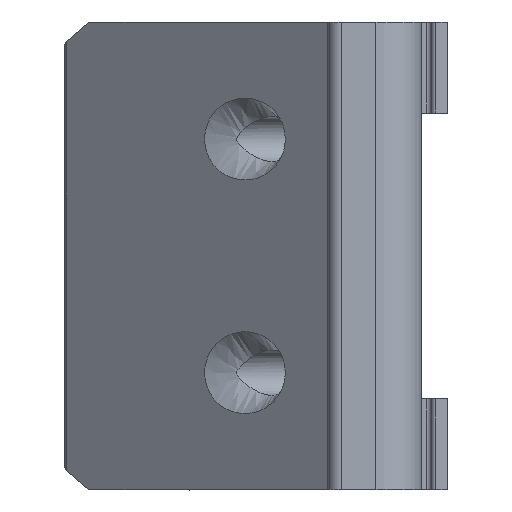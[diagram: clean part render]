
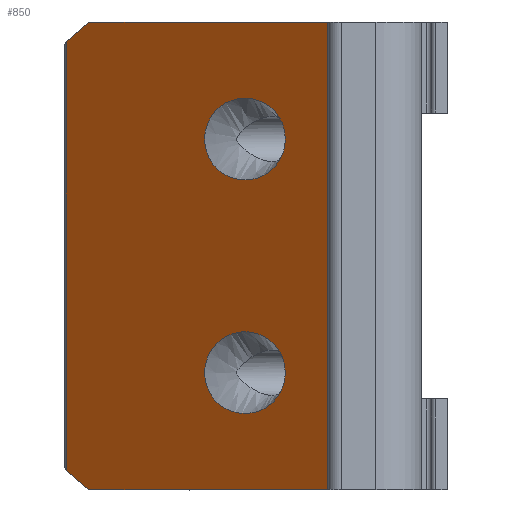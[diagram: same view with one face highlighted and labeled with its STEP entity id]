
A CAD part, top view. The second image highlights one B-rep face of the part: STEP entity #850.
In plain terms, the highlighted planar face has unit normal (-0.651, 0, 0.759).
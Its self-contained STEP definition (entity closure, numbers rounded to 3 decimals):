
#17=FACE_BOUND('',#154,.T.);
#18=FACE_BOUND('',#155,.T.);
#23=B_SPLINE_CURVE_WITH_KNOTS('',3,(#1401,#1402,#1403,#1404,#1405,#1406,
#1407,#1408,#1409,#1410,#1411,#1412,#1413,#1414,#1415,#1416,#1417,#1418,
#1419,#1420,#1421,#1422,#1423,#1424,#1425),.UNSPECIFIED.,.T.,.F.,(4,1,1,
1,1,1,1,1,1,1,1,1,1,1,1,1,1,1,1,1,1,1,4),(-3.142,-2.917,
-2.693,-2.468,-2.244,-1.795,
-1.346,-0.898,-0.673,-0.449,
-0.15,0.,0.15,0.449,
0.748,1.047,1.346,1.795,2.244,
2.468,2.693,2.917,3.142),
 .UNSPECIFIED.);
#24=B_SPLINE_CURVE_WITH_KNOTS('',3,(#1427,#1428,#1429,#1430,#1431,#1432,
#1433,#1434,#1435,#1436,#1437,#1438,#1439,#1440,#1441,#1442,#1443,#1444,
#1445,#1446,#1447,#1448,#1449,#1450,#1451,#1452),.UNSPECIFIED.,.T.,.F.,
(4,1,1,1,1,1,1,1,1,1,1,1,1,1,1,1,1,1,1,1,1,1,1,4),(-3.142,-2.917,
-2.693,-2.468,-2.244,-1.795,
-1.346,-0.898,-0.673,-0.449,
-0.15,0.,0.15,0.374,
0.449,0.748,1.047,1.346,1.795,
2.244,2.468,2.693,2.917,3.142),
 .UNSPECIFIED.);
#107=FACE_OUTER_BOUND('',#153,.T.);
#153=EDGE_LOOP('',(#729,#730,#731,#732,#733,#734));
#154=EDGE_LOOP('',(#735));
#155=EDGE_LOOP('',(#736));
#227=LINE('',#1343,#313);
#236=LINE('',#1370,#322);
#240=LINE('',#1379,#326);
#244=LINE('',#1387,#330);
#248=LINE('',#1398,#334);
#249=LINE('',#1399,#335);
#313=VECTOR('',#1092,10.);
#322=VECTOR('',#1119,10.);
#326=VECTOR('',#1129,10.);
#330=VECTOR('',#1137,10.);
#334=VECTOR('',#1147,10.);
#335=VECTOR('',#1148,10.);
#397=VERTEX_POINT('',#1340);
#398=VERTEX_POINT('',#1342);
#406=VERTEX_POINT('',#1367);
#407=VERTEX_POINT('',#1369);
#409=VERTEX_POINT('',#1378);
#411=VERTEX_POINT('',#1386);
#416=VERTEX_POINT('',#1400);
#417=VERTEX_POINT('',#1426);
#498=EDGE_CURVE('',#397,#398,#227,.T.);
#511=EDGE_CURVE('',#406,#407,#236,.T.);
#516=EDGE_CURVE('',#407,#409,#240,.T.);
#520=EDGE_CURVE('',#409,#411,#244,.T.);
#526=EDGE_CURVE('',#398,#406,#248,.T.);
#527=EDGE_CURVE('',#397,#411,#249,.T.);
#528=EDGE_CURVE('',#416,#416,#23,.T.);
#529=EDGE_CURVE('',#417,#417,#24,.T.);
#729=ORIENTED_EDGE('',*,*,#511,.F.);
#730=ORIENTED_EDGE('',*,*,#526,.F.);
#731=ORIENTED_EDGE('',*,*,#498,.F.);
#732=ORIENTED_EDGE('',*,*,#527,.T.);
#733=ORIENTED_EDGE('',*,*,#520,.F.);
#734=ORIENTED_EDGE('',*,*,#516,.F.);
#735=ORIENTED_EDGE('',*,*,#528,.F.);
#736=ORIENTED_EDGE('',*,*,#529,.F.);
#812=PLANE('',#936);
#850=ADVANCED_FACE('',(#107,#17,#18),#812,.T.);
#936=AXIS2_PLACEMENT_3D('',#1397,#1145,#1146);
#1092=DIRECTION('',(-0.759,0.,-0.651));
#1119=DIRECTION('',(0.,1.,0.));
#1129=DIRECTION('',(0.636,0.546,0.546));
#1137=DIRECTION('',(0.759,0.,0.651));
#1145=DIRECTION('center_axis',(-0.651,0.,0.759));
#1146=DIRECTION('ref_axis',(0.759,0.,0.651));
#1147=DIRECTION('',(-0.636,0.546,-0.546));
#1148=DIRECTION('',(0.,1.,0.));
#1340=CARTESIAN_POINT('',(-23.3,0.,-12.137));
#1342=CARTESIAN_POINT('',(-75.976,0.,-57.3));
#1343=CARTESIAN_POINT('',(-23.3,0.,-12.137));
#1367=CARTESIAN_POINT('',(-80.922,4.241,-61.541));
#1369=CARTESIAN_POINT('',(-80.922,98.759,-61.541));
#1370=CARTESIAN_POINT('',(-80.922,0.,-61.541));
#1378=CARTESIAN_POINT('',(-75.976,103.,-57.3));
#1379=CARTESIAN_POINT('',(-92.46,88.867,-71.433));
#1386=CARTESIAN_POINT('',(-23.3,103.,-12.137));
#1387=CARTESIAN_POINT('',(-23.3,103.,-12.137));
#1397=CARTESIAN_POINT('Origin',(-82.974,0.,-63.3));
#1398=CARTESIAN_POINT('',(-74.585,-1.192,-56.108));
#1399=CARTESIAN_POINT('',(-23.3,0.,-12.137));
#1400=CARTESIAN_POINT('',(-32.7,25.75,-20.196));
#1401=CARTESIAN_POINT('Ctrl Pts',(-32.7,25.75,-20.196));
#1402=CARTESIAN_POINT('Ctrl Pts',(-32.7,26.584,-20.196));
#1403=CARTESIAN_POINT('Ctrl Pts',(-32.926,28.249,-20.39));
#1404=CARTESIAN_POINT('Ctrl Pts',(-33.816,30.376,-21.153));
#1405=CARTESIAN_POINT('Ctrl Pts',(-35.053,32.038,-22.213));
#1406=CARTESIAN_POINT('Ctrl Pts',(-36.995,33.682,-23.878));
#1407=CARTESIAN_POINT('Ctrl Pts',(-39.792,34.806,-26.277));
#1408=CARTESIAN_POINT('Ctrl Pts',(-43.345,34.805,-29.323));
#1409=CARTESIAN_POINT('Ctrl Pts',(-46.143,33.684,-31.722));
#1410=CARTESIAN_POINT('Ctrl Pts',(-48.085,32.036,-33.387));
#1411=CARTESIAN_POINT('Ctrl Pts',(-49.46,30.197,-34.565));
#1412=CARTESIAN_POINT('Ctrl Pts',(-50.29,27.975,-35.277));
#1413=CARTESIAN_POINT('Ctrl Pts',(-50.486,25.75,-35.446));
#1414=CARTESIAN_POINT('Ctrl Pts',(-50.29,23.524,-35.278));
#1415=CARTESIAN_POINT('Ctrl Pts',(-49.366,21.058,-34.485));
#1416=CARTESIAN_POINT('Ctrl Pts',(-47.643,18.956,-33.008));
#1417=CARTESIAN_POINT('Ctrl Pts',(-45.587,17.57,-31.245));
#1418=CARTESIAN_POINT('Ctrl Pts',(-42.951,16.693,-28.985));
#1419=CARTESIAN_POINT('Ctrl Pts',(-39.792,16.694,-26.277));
#1420=CARTESIAN_POINT('Ctrl Pts',(-36.995,17.818,-23.878));
#1421=CARTESIAN_POINT('Ctrl Pts',(-35.053,19.463,-22.213));
#1422=CARTESIAN_POINT('Ctrl Pts',(-33.816,21.123,-21.153));
#1423=CARTESIAN_POINT('Ctrl Pts',(-32.926,23.252,-20.39));
#1424=CARTESIAN_POINT('Ctrl Pts',(-32.7,24.916,-20.196));
#1425=CARTESIAN_POINT('Ctrl Pts',(-32.7,25.75,-20.196));
#1426=CARTESIAN_POINT('',(-32.7,77.25,-20.196));
#1427=CARTESIAN_POINT('Ctrl Pts',(-32.7,77.25,-20.196));
#1428=CARTESIAN_POINT('Ctrl Pts',(-32.7,78.084,-20.196));
#1429=CARTESIAN_POINT('Ctrl Pts',(-32.926,79.748,-20.39));
#1430=CARTESIAN_POINT('Ctrl Pts',(-33.816,81.877,-21.153));
#1431=CARTESIAN_POINT('Ctrl Pts',(-35.053,83.538,-22.213));
#1432=CARTESIAN_POINT('Ctrl Pts',(-36.995,85.182,-23.878));
#1433=CARTESIAN_POINT('Ctrl Pts',(-39.792,86.306,-26.277));
#1434=CARTESIAN_POINT('Ctrl Pts',(-43.345,86.305,-29.323));
#1435=CARTESIAN_POINT('Ctrl Pts',(-46.143,85.184,-31.722));
#1436=CARTESIAN_POINT('Ctrl Pts',(-48.085,83.536,-33.387));
#1437=CARTESIAN_POINT('Ctrl Pts',(-49.46,81.696,-34.566));
#1438=CARTESIAN_POINT('Ctrl Pts',(-50.29,79.476,-35.277));
#1439=CARTESIAN_POINT('Ctrl Pts',(-50.486,77.249,-35.446));
#1440=CARTESIAN_POINT('Ctrl Pts',(-50.314,75.304,-35.298));
#1441=CARTESIAN_POINT('Ctrl Pts',(-49.829,73.786,-34.882));
#1442=CARTESIAN_POINT('Ctrl Pts',(-48.935,72.037,-34.116));
#1443=CARTESIAN_POINT('Ctrl Pts',(-47.644,70.453,-33.008));
#1444=CARTESIAN_POINT('Ctrl Pts',(-45.587,69.071,-31.245));
#1445=CARTESIAN_POINT('Ctrl Pts',(-42.951,68.193,-28.985));
#1446=CARTESIAN_POINT('Ctrl Pts',(-39.792,68.195,-26.277));
#1447=CARTESIAN_POINT('Ctrl Pts',(-36.995,69.317,-23.878));
#1448=CARTESIAN_POINT('Ctrl Pts',(-35.053,70.963,-22.213));
#1449=CARTESIAN_POINT('Ctrl Pts',(-33.816,72.623,-21.153));
#1450=CARTESIAN_POINT('Ctrl Pts',(-32.926,74.752,-20.39));
#1451=CARTESIAN_POINT('Ctrl Pts',(-32.7,76.416,-20.196));
#1452=CARTESIAN_POINT('Ctrl Pts',(-32.7,77.25,-20.196));
